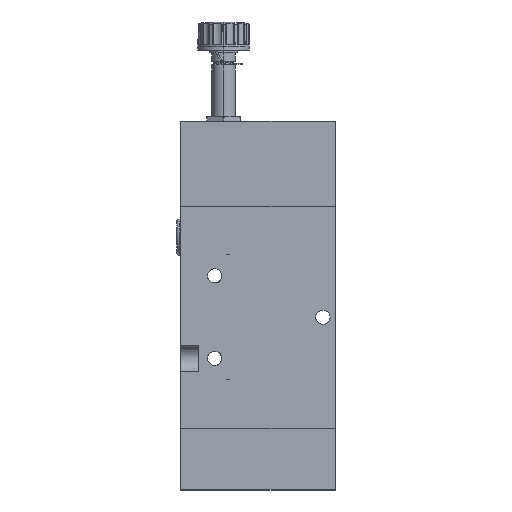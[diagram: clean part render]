
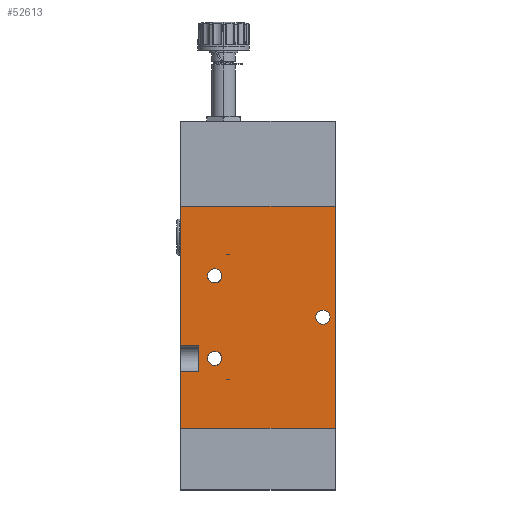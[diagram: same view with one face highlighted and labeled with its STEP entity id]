
A CAD part, left-side view. The second image highlights one B-rep face of the part: STEP entity #52613.
In plain terms, the highlighted planar face has unit normal (-1, 0, 0).
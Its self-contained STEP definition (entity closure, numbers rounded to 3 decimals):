
#26 = CARTESIAN_POINT ( 'NONE',  ( 59.969, -10.589, 5.204 ) ) ;
#80 = ORIENTED_EDGE ( 'NONE', *, *, #23041, .T. ) ;
#404 = EDGE_CURVE ( 'NONE', #14298, #51765, #23989, .T. ) ;
#808 = FACE_BOUND ( 'NONE', #54484, .T. ) ;
#1456 = LINE ( 'NONE', #2618, #23667 ) ;
#1907 = CARTESIAN_POINT ( 'NONE',  ( 59.969, 36.211, 34.954 ) ) ;
#1919 = VECTOR ( 'NONE', #54545, 1000. ) ;
#2146 = EDGE_CURVE ( 'NONE', #15242, #56927, #54192, .T. ) ;
#2357 = CIRCLE ( 'NONE', #16895, 2.75 ) ;
#2618 = CARTESIAN_POINT ( 'NONE',  ( 59.969, -10.589, 5.204 ) ) ;
#2657 = DIRECTION ( 'NONE',  ( 0., 0., -1. ) ) ;
#3011 = VECTOR ( 'NONE', #27331, 1000. ) ;
#3420 = LINE ( 'NONE', #9459, #45045 ) ;
#3679 = ORIENTED_EDGE ( 'NONE', *, *, #22201, .T. ) ;
#3980 = CARTESIAN_POINT ( 'NONE',  ( 59.969, 36.211, 29.454 ) ) ;
#4334 = CIRCLE ( 'NONE', #11585, 2.75 ) ;
#4520 = AXIS2_PLACEMENT_3D ( 'NONE', #26, #8984, #39986 ) ;
#4984 = AXIS2_PLACEMENT_3D ( 'NONE', #7861, #38844, #12325 ) ;
#5037 = CARTESIAN_POINT ( 'NONE',  ( 59.969, -10.589, 91.204 ) ) ;
#5267 = DIRECTION ( 'NONE',  ( 0., 0., 1. ) ) ;
#6474 = EDGE_LOOP ( 'NONE', ( #23313, #12510, #10056, #3679, #16624, #40488, #11087, #7600 ) ) ;
#6613 = CARTESIAN_POINT ( 'NONE',  ( 59.969, -5.789, 50.954 ) ) ;
#6783 = CARTESIAN_POINT ( 'NONE',  ( 59.969, 49.411, 91.204 ) ) ;
#6972 = CARTESIAN_POINT ( 'NONE',  ( 59.969, 49.411, 5.204 ) ) ;
#7277 = EDGE_LOOP ( 'NONE', ( #44657, #34084 ) ) ;
#7568 = EDGE_CURVE ( 'NONE', #23018, #56966, #3420, .T. ) ;
#7600 = ORIENTED_EDGE ( 'NONE', *, *, #56663, .T. ) ;
#7603 = CARTESIAN_POINT ( 'NONE',  ( 59.969, 49.411, 5.204 ) ) ;
#7861 = CARTESIAN_POINT ( 'NONE',  ( 59.969, 36.211, 64.204 ) ) ;
#8588 = CARTESIAN_POINT ( 'NONE',  ( 59.969, 36.211, 32.204 ) ) ;
#8984 = DIRECTION ( 'NONE',  ( 1., 0., 0. ) ) ;
#9459 = CARTESIAN_POINT ( 'NONE',  ( 59.969, 42.411, 5.204 ) ) ;
#10056 = ORIENTED_EDGE ( 'NONE', *, *, #7568, .F. ) ;
#10479 = CARTESIAN_POINT ( 'NONE',  ( 59.969, 36.211, 32.204 ) ) ;
#11087 = ORIENTED_EDGE ( 'NONE', *, *, #33114, .T. ) ;
#11585 = AXIS2_PLACEMENT_3D ( 'NONE', #8588, #39570, #13051 ) ;
#12325 = DIRECTION ( 'NONE',  ( 0., 0., -1. ) ) ;
#12510 = ORIENTED_EDGE ( 'NONE', *, *, #50490, .T. ) ;
#12615 = EDGE_CURVE ( 'NONE', #52710, #24309, #1456, .T. ) ;
#13051 = DIRECTION ( 'NONE',  ( 0., 0., -1. ) ) ;
#13892 = ORIENTED_EDGE ( 'NONE', *, *, #404, .T. ) ;
#14219 = DIRECTION ( 'NONE',  ( -1., 0., 0. ) ) ;
#14298 = VERTEX_POINT ( 'NONE', #53949 ) ;
#14573 = LINE ( 'NONE', #19933, #35377 ) ;
#14938 = DIRECTION ( 'NONE',  ( 0., 0., -1. ) ) ;
#15242 = VERTEX_POINT ( 'NONE', #35078 ) ;
#15925 = CARTESIAN_POINT ( 'NONE',  ( 59.969, 42.411, 37.204 ) ) ;
#16179 = LINE ( 'NONE', #6972, #38337 ) ;
#16217 = ORIENTED_EDGE ( 'NONE', *, *, #39642, .T. ) ;
#16445 = LINE ( 'NONE', #52637, #39998 ) ;
#16592 = VERTEX_POINT ( 'NONE', #19672 ) ;
#16624 = ORIENTED_EDGE ( 'NONE', *, *, #43991, .F. ) ;
#16895 = AXIS2_PLACEMENT_3D ( 'NONE', #10479, #41462, #14938 ) ;
#18324 = CARTESIAN_POINT ( 'NONE',  ( 59.969, 49.411, 5.204 ) ) ;
#19672 = CARTESIAN_POINT ( 'NONE',  ( 59.969, 49.411, 27.204 ) ) ;
#19933 = CARTESIAN_POINT ( 'NONE',  ( 59.969, -10.589, 5.204 ) ) ;
#20757 = AXIS2_PLACEMENT_3D ( 'NONE', #40742, #14219, #45215 ) ;
#22201 = EDGE_CURVE ( 'NONE', #23018, #16592, #16445, .T. ) ;
#23018 = VERTEX_POINT ( 'NONE', #45379 ) ;
#23041 = EDGE_CURVE ( 'NONE', #47496, #53570, #2357, .T. ) ;
#23042 = FACE_OUTER_BOUND ( 'NONE', #6474, .T. ) ;
#23260 = AXIS2_PLACEMENT_3D ( 'NONE', #55810, #29197, #2657 ) ;
#23313 = ORIENTED_EDGE ( 'NONE', *, *, #2146, .F. ) ;
#23550 = CARTESIAN_POINT ( 'NONE',  ( 59.969, -10.589, 37.204 ) ) ;
#23667 = VECTOR ( 'NONE', #29160, 1000. ) ;
#23989 = CIRCLE ( 'NONE', #4984, 2.75 ) ;
#24309 = VERTEX_POINT ( 'NONE', #7603 ) ;
#24563 = DIRECTION ( 'NONE',  ( -1., 0., 0. ) ) ;
#24568 = CARTESIAN_POINT ( 'NONE',  ( 59.969, 36.211, 61.454 ) ) ;
#25519 = CARTESIAN_POINT ( 'NONE',  ( 59.969, -5.789, 45.454 ) ) ;
#26080 = DIRECTION ( 'NONE',  ( 0., 1., 0. ) ) ;
#27331 = DIRECTION ( 'NONE',  ( 0., 1., 0. ) ) ;
#27470 = VERTEX_POINT ( 'NONE', #6613 ) ;
#27962 = LINE ( 'NONE', #5037, #3011 ) ;
#28302 = CIRCLE ( 'NONE', #20757, 2.75 ) ;
#29152 = EDGE_CURVE ( 'NONE', #27470, #29269, #30562, .T. ) ;
#29160 = DIRECTION ( 'NONE',  ( 0., 1., 0. ) ) ;
#29197 = DIRECTION ( 'NONE',  ( 1., 0., 0. ) ) ;
#29269 = VERTEX_POINT ( 'NONE', #25519 ) ;
#30562 = CIRCLE ( 'NONE', #39369, 2.75 ) ;
#30628 = VECTOR ( 'NONE', #5267, 1000. ) ;
#32589 = EDGE_CURVE ( 'NONE', #51765, #14298, #54868, .T. ) ;
#33114 = EDGE_CURVE ( 'NONE', #52710, #54413, #14573, .T. ) ;
#33460 = EDGE_CURVE ( 'NONE', #29269, #27470, #28302, .T. ) ;
#33968 = EDGE_LOOP ( 'NONE', ( #13892, #36489 ) ) ;
#34084 = ORIENTED_EDGE ( 'NONE', *, *, #33460, .F. ) ;
#35078 = CARTESIAN_POINT ( 'NONE',  ( 59.969, 49.411, 37.204 ) ) ;
#35377 = VECTOR ( 'NONE', #50845, 1000. ) ;
#35536 = PLANE ( 'NONE',  #4520 ) ;
#35561 = CARTESIAN_POINT ( 'NONE',  ( 59.969, -10.589, 91.204 ) ) ;
#36204 = FACE_BOUND ( 'NONE', #7277, .T. ) ;
#36489 = ORIENTED_EDGE ( 'NONE', *, *, #32589, .T. ) ;
#37308 = LINE ( 'NONE', #23550, #1919 ) ;
#38337 = VECTOR ( 'NONE', #46917, 1000. ) ;
#38844 = DIRECTION ( 'NONE',  ( 1., 0., 0. ) ) ;
#39369 = AXIS2_PLACEMENT_3D ( 'NONE', #51094, #24563, #55588 ) ;
#39570 = DIRECTION ( 'NONE',  ( 1., 0., 0. ) ) ;
#39642 = EDGE_CURVE ( 'NONE', #53570, #47496, #4334, .T. ) ;
#39986 = DIRECTION ( 'NONE',  ( 0., 0., -1. ) ) ;
#39998 = VECTOR ( 'NONE', #26080, 1000. ) ;
#40488 = ORIENTED_EDGE ( 'NONE', *, *, #12615, .F. ) ;
#40742 = CARTESIAN_POINT ( 'NONE',  ( 59.969, -5.789, 48.204 ) ) ;
#41462 = DIRECTION ( 'NONE',  ( 1., 0., 0. ) ) ;
#43991 = EDGE_CURVE ( 'NONE', #24309, #16592, #16179, .T. ) ;
#44657 = ORIENTED_EDGE ( 'NONE', *, *, #29152, .F. ) ;
#44908 = DIRECTION ( 'NONE',  ( 0., 0., 1. ) ) ;
#45045 = VECTOR ( 'NONE', #44908, 1000. ) ;
#45215 = DIRECTION ( 'NONE',  ( 0., 0., 1. ) ) ;
#45379 = CARTESIAN_POINT ( 'NONE',  ( 59.969, 42.411, 27.204 ) ) ;
#46617 = FACE_BOUND ( 'NONE', #33968, .T. ) ;
#46917 = DIRECTION ( 'NONE',  ( 0., 0., 1. ) ) ;
#47496 = VERTEX_POINT ( 'NONE', #3980 ) ;
#50490 = EDGE_CURVE ( 'NONE', #15242, #56966, #37308, .T. ) ;
#50845 = DIRECTION ( 'NONE',  ( 0., 0., 1. ) ) ;
#51094 = CARTESIAN_POINT ( 'NONE',  ( 59.969, -5.789, 48.204 ) ) ;
#51765 = VERTEX_POINT ( 'NONE', #24568 ) ;
#52613 = ADVANCED_FACE ( 'NONE', ( #46617, #808, #36204, #23042 ), #35536, .F. ) ;
#52637 = CARTESIAN_POINT ( 'NONE',  ( 59.969, -10.589, 27.204 ) ) ;
#52710 = VERTEX_POINT ( 'NONE', #53892 ) ;
#53570 = VERTEX_POINT ( 'NONE', #1907 ) ;
#53892 = CARTESIAN_POINT ( 'NONE',  ( 59.969, -10.589, 5.204 ) ) ;
#53949 = CARTESIAN_POINT ( 'NONE',  ( 59.969, 36.211, 66.954 ) ) ;
#54192 = LINE ( 'NONE', #18324, #30628 ) ;
#54413 = VERTEX_POINT ( 'NONE', #35561 ) ;
#54484 = EDGE_LOOP ( 'NONE', ( #16217, #80 ) ) ;
#54545 = DIRECTION ( 'NONE',  ( 0., -1., 0. ) ) ;
#54868 = CIRCLE ( 'NONE', #23260, 2.75 ) ;
#55588 = DIRECTION ( 'NONE',  ( 0., 0., 1. ) ) ;
#55810 = CARTESIAN_POINT ( 'NONE',  ( 59.969, 36.211, 64.204 ) ) ;
#56663 = EDGE_CURVE ( 'NONE', #54413, #56927, #27962, .T. ) ;
#56927 = VERTEX_POINT ( 'NONE', #6783 ) ;
#56966 = VERTEX_POINT ( 'NONE', #15925 ) ;
